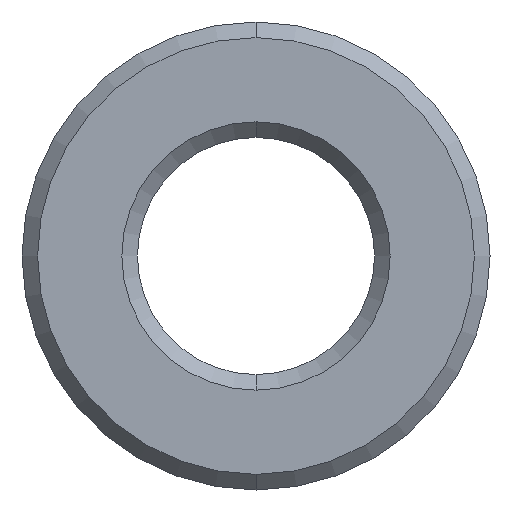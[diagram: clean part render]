
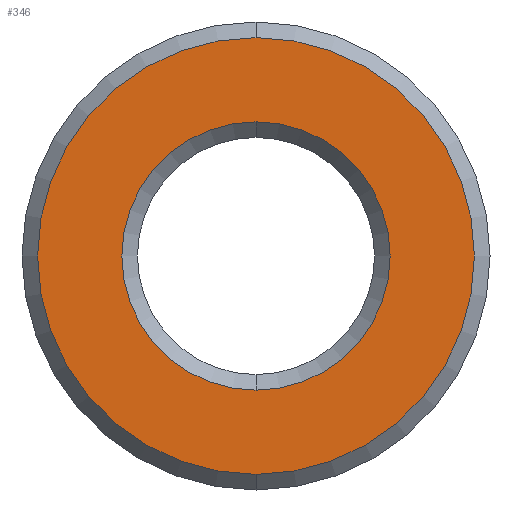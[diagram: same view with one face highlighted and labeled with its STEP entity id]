
A CAD part, front view. The second image highlights one B-rep face of the part: STEP entity #346.
In plain terms, the highlighted planar face has unit normal (0, -1, 0).
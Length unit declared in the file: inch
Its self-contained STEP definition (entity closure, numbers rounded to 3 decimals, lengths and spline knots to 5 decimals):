
#3 = PLANE ( 'NONE',  #203 ) ;
#6 = FACE_BOUND ( 'NONE', #237, .T. ) ;
#8 = EDGE_CURVE ( 'NONE', #387, #417, #253, .T. ) ;
#14 = CARTESIAN_POINT ( 'NONE',  ( 0., 0., 0.215 ) ) ;
#28 = CARTESIAN_POINT ( 'NONE',  ( 0., 0., 0. ) ) ;
#41 = DIRECTION ( 'NONE',  ( 0., 0., 1. ) ) ;
#61 = DIRECTION ( 'NONE',  ( 0., 0., 1. ) ) ;
#69 = ORIENTED_EDGE ( 'NONE', *, *, #328, .T. ) ;
#76 = VERTEX_POINT ( 'NONE', #14 ) ;
#78 = CARTESIAN_POINT ( 'NONE',  ( 0., 0., 0. ) ) ;
#91 = FACE_OUTER_BOUND ( 'NONE', #123, .T. ) ;
#99 = CARTESIAN_POINT ( 'NONE',  ( 0., 0., 0. ) ) ;
#114 = AXIS2_PLACEMENT_3D ( 'NONE', #99, #332, #132 ) ;
#120 = ORIENTED_EDGE ( 'NONE', *, *, #161, .T. ) ;
#123 = EDGE_LOOP ( 'NONE', ( #120, #343 ) ) ;
#132 = DIRECTION ( 'NONE',  ( 0., 0., 1. ) ) ;
#149 = DIRECTION ( 'NONE',  ( 0., -1., 0. ) ) ;
#161 = EDGE_CURVE ( 'NONE', #417, #387, #177, .T. ) ;
#168 = CARTESIAN_POINT ( 'NONE',  ( 0., 0., 0. ) ) ;
#177 = CIRCLE ( 'NONE', #212, 0.35 ) ;
#185 = CIRCLE ( 'NONE', #359, 0.215 ) ;
#203 = AXIS2_PLACEMENT_3D ( 'NONE', #168, #304, #235 ) ;
#212 = AXIS2_PLACEMENT_3D ( 'NONE', #78, #276, #41 ) ;
#235 = DIRECTION ( 'NONE',  ( 0., 0., 1. ) ) ;
#237 = EDGE_LOOP ( 'NONE', ( #69, #287 ) ) ;
#251 = DIRECTION ( 'NONE',  ( 0., 0., 1. ) ) ;
#253 = CIRCLE ( 'NONE', #349, 0.35 ) ;
#255 = EDGE_CURVE ( 'NONE', #76, #397, #185, .T. ) ;
#262 = DIRECTION ( 'NONE',  ( 0., 1., 0. ) ) ;
#276 = DIRECTION ( 'NONE',  ( 0., -1., 0. ) ) ;
#287 = ORIENTED_EDGE ( 'NONE', *, *, #255, .T. ) ;
#304 = DIRECTION ( 'NONE',  ( 0., 1., 0. ) ) ;
#320 = CARTESIAN_POINT ( 'NONE',  ( 0., 0., 0. ) ) ;
#328 = EDGE_CURVE ( 'NONE', #397, #76, #400, .T. ) ;
#332 = DIRECTION ( 'NONE',  ( 0., 1., 0. ) ) ;
#335 = CARTESIAN_POINT ( 'NONE',  ( 0., 0., -0.215 ) ) ;
#343 = ORIENTED_EDGE ( 'NONE', *, *, #8, .T. ) ;
#346 = ADVANCED_FACE ( 'NONE', ( #6, #91 ), #3, .F. ) ;
#349 = AXIS2_PLACEMENT_3D ( 'NONE', #320, #149, #251 ) ;
#359 = AXIS2_PLACEMENT_3D ( 'NONE', #28, #262, #61 ) ;
#362 = CARTESIAN_POINT ( 'NONE',  ( 0., 0., -0.35 ) ) ;
#387 = VERTEX_POINT ( 'NONE', #362 ) ;
#397 = VERTEX_POINT ( 'NONE', #335 ) ;
#398 = CARTESIAN_POINT ( 'NONE',  ( 0., 0., 0.35 ) ) ;
#400 = CIRCLE ( 'NONE', #114, 0.215 ) ;
#417 = VERTEX_POINT ( 'NONE', #398 ) ;
